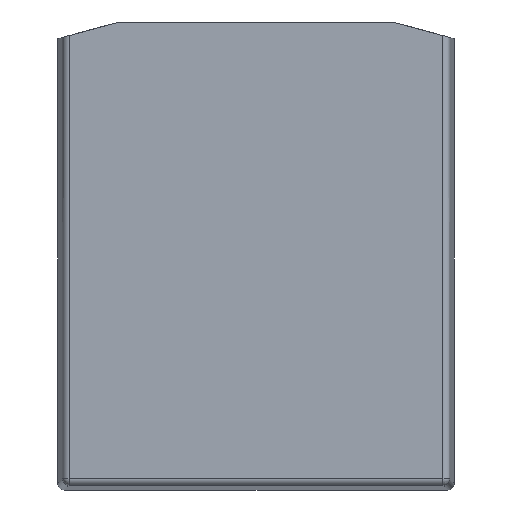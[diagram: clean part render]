
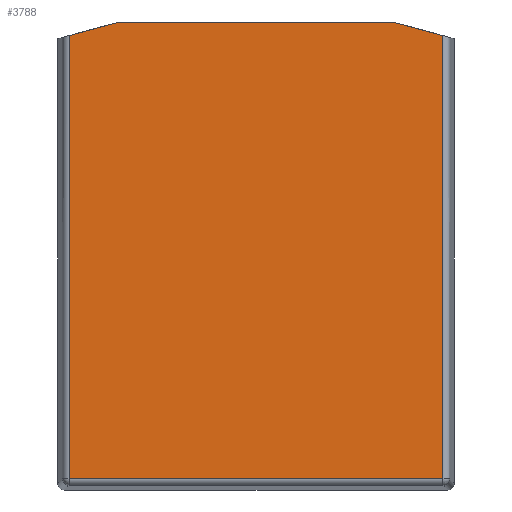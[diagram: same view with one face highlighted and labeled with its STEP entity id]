
A CAD part, top view. The second image highlights one B-rep face of the part: STEP entity #3788.
In plain terms, the highlighted face is planar.
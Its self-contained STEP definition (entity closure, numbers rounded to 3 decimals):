
#173=PLANE('',#4130);
#299=FACE_OUTER_BOUND('',#527,.T.);
#527=EDGE_LOOP('',(#2586,#2587,#2588,#2589,#2590,#2591));
#957=LINE('',#5758,#1273);
#961=LINE('',#5767,#1277);
#962=LINE('',#5772,#1278);
#963=LINE('',#5773,#1279);
#964=LINE('',#5775,#1280);
#965=LINE('',#5776,#1281);
#1273=VECTOR('',#4577,1.1);
#1277=VECTOR('',#4585,10.);
#1278=VECTOR('',#4590,1.);
#1279=VECTOR('',#4591,1.1);
#1280=VECTOR('',#4592,1.);
#1281=VECTOR('',#4593,1.);
#1618=VERTEX_POINT('',#5746);
#1621=VERTEX_POINT('',#5756);
#1624=VERTEX_POINT('',#5766);
#1625=VERTEX_POINT('',#5770);
#1626=VERTEX_POINT('',#5771);
#1627=VERTEX_POINT('',#5774);
#1993=EDGE_CURVE('',#1621,#1618,#957,.T.);
#1997=EDGE_CURVE('',#1618,#1624,#961,.T.);
#1999=EDGE_CURVE('',#1625,#1626,#962,.T.);
#2000=EDGE_CURVE('',#1626,#1624,#963,.T.);
#2001=EDGE_CURVE('',#1621,#1627,#964,.T.);
#2002=EDGE_CURVE('',#1627,#1625,#965,.T.);
#2586=ORIENTED_EDGE('',*,*,#1999,.T.);
#2587=ORIENTED_EDGE('',*,*,#2000,.T.);
#2588=ORIENTED_EDGE('',*,*,#1997,.F.);
#2589=ORIENTED_EDGE('',*,*,#1993,.F.);
#2590=ORIENTED_EDGE('',*,*,#2001,.T.);
#2591=ORIENTED_EDGE('',*,*,#2002,.T.);
#3788=ADVANCED_FACE('',(#299),#173,.T.);
#4130=AXIS2_PLACEMENT_3D('',#5769,#4588,#4589);
#4577=DIRECTION('',(0.,-1.,0.));
#4585=DIRECTION('',(1.,0.,0.));
#4588=DIRECTION('center_axis',(0.,0.,-1.));
#4589=DIRECTION('ref_axis',(0.,-1.,0.));
#4590=DIRECTION('',(0.965,-0.261,0.));
#4591=DIRECTION('',(0.,-1.,0.));
#4592=DIRECTION('',(0.965,0.261,0.));
#4593=DIRECTION('',(1.,0.,0.));
#5746=CARTESIAN_POINT('',(-30.742,1.309,-1.5));
#5756=CARTESIAN_POINT('',(-30.742,74.172,-1.5));
#5758=CARTESIAN_POINT('',(-30.742,38.2,-1.5));
#5766=CARTESIAN_POINT('',(30.742,1.309,-1.5));
#5767=CARTESIAN_POINT('',(0.,1.309,-1.5));
#5769=CARTESIAN_POINT('Origin',(0.,38.2,-1.5));
#5770=CARTESIAN_POINT('',(22.5,76.4,-1.5));
#5771=CARTESIAN_POINT('',(30.742,74.172,-1.5));
#5772=CARTESIAN_POINT('',(16.827,77.933,-1.5));
#5773=CARTESIAN_POINT('',(30.742,38.2,-1.5));
#5774=CARTESIAN_POINT('',(-22.5,76.4,-1.5));
#5775=CARTESIAN_POINT('',(-21.452,76.683,-1.5));
#5776=CARTESIAN_POINT('',(-31.75,76.4,-1.5));
